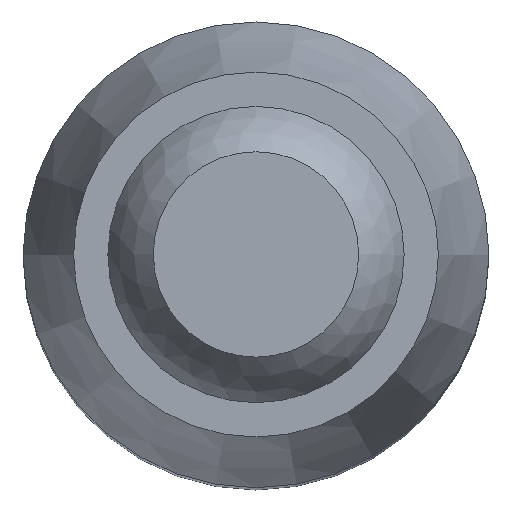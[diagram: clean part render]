
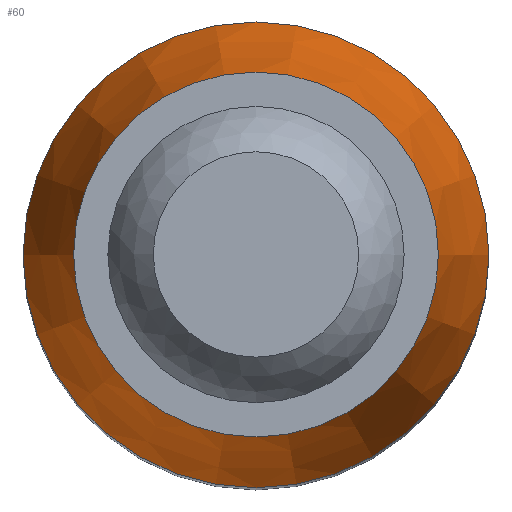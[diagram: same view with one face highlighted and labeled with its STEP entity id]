
A CAD part, top view. The second image highlights one B-rep face of the part: STEP entity #60.
In plain terms, the highlighted conical face has half-angle 14.57 degrees and reference radius 2.35 mm.
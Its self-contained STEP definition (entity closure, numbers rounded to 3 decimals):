
#60 = ADVANCED_FACE( '', ( #128, #129 ), #130, .T. );
#128 = FACE_OUTER_BOUND( '', #202, .T. );
#129 = FACE_BOUND( '', #203, .T. );
#130 = CONICAL_SURFACE( '', #204, 2.35, 0.254 );
#202 = EDGE_LOOP( '', ( #302 ) );
#203 = EDGE_LOOP( '', ( #303 ) );
#204 = AXIS2_PLACEMENT_3D( '', #304, #305, #306 );
#302 = ORIENTED_EDGE( '', *, *, #419, .F. );
#303 = ORIENTED_EDGE( '', *, *, #427, .F. );
#304 = CARTESIAN_POINT( '', ( 0., 0., 19.4 ) );
#305 = DIRECTION( '', ( 0., 0., -1. ) );
#306 = DIRECTION( '', ( -1., 0., 0. ) );
#419 = EDGE_CURVE( '', #492, #492, #493, .F. );
#427 = EDGE_CURVE( '', #504, #504, #505, .T. );
#492 = VERTEX_POINT( '', #587 );
#493 = CIRCLE( '', #588, 3. );
#504 = VERTEX_POINT( '', #600 );
#505 = CIRCLE( '', #601, 2.35 );
#587 = CARTESIAN_POINT( '', ( 3., 0., 16.9 ) );
#588 = AXIS2_PLACEMENT_3D( '', #660, #661, #662 );
#600 = CARTESIAN_POINT( '', ( 2.35, 0., 19.4 ) );
#601 = AXIS2_PLACEMENT_3D( '', #673, #674, #675 );
#660 = CARTESIAN_POINT( '', ( 0., 0., 16.9 ) );
#661 = DIRECTION( '', ( 0., 0., 1. ) );
#662 = DIRECTION( '', ( 1., 0., 0. ) );
#673 = CARTESIAN_POINT( '', ( 0., 0., 19.4 ) );
#674 = DIRECTION( '', ( 0., 0., 1. ) );
#675 = DIRECTION( '', ( 1., 0., 0. ) );
